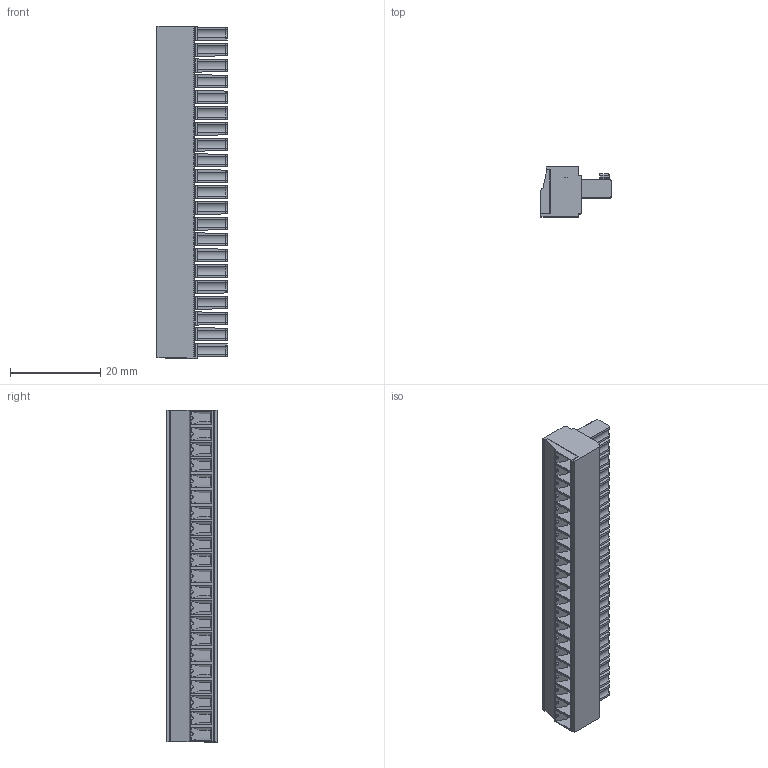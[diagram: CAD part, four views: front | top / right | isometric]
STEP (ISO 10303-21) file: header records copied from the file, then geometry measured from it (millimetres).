
FILE_DESCRIPTION(('STEP AP214'),'1');
FILE_NAME('SH21-3,5.stp','2018-11-19T08:24:46',(' '),(' '),'Spatial InterOp 3D',' ',' ');
FILE_SCHEMA(('AUTOMOTIVE_DESIGN { 1 0 10303 214 1 1 1 1 }'));
Length unit declared in the file: metre
Products named in the file (1): 1
Bounding box: 15.5 x 11.1 x 73.5 mm (x, y, z)
Volume: 6910.1 mm3; surface area: 8059.5 mm2
Topology: 1 solids, 1 shells, 1711 faces, 4560 edges, 2912 vertices
Faces by surface type: plane 1161, cylinder 382, torus 63, cone 63, sphere 42
Full cylindrical faces by diameter (mm): 1.2 x21, 2.8 x21, 3 x21
Entity records: 65601 total; most frequent: CARTESIAN_POINT 10057, ORIENTED_EDGE 8654, DIRECTION 8511, EDGE_CURVE 4327, LINE 3223, VECTOR 3223, VERTEX_POINT 2847, AXIS2_PLACEMENT_3D 2644
